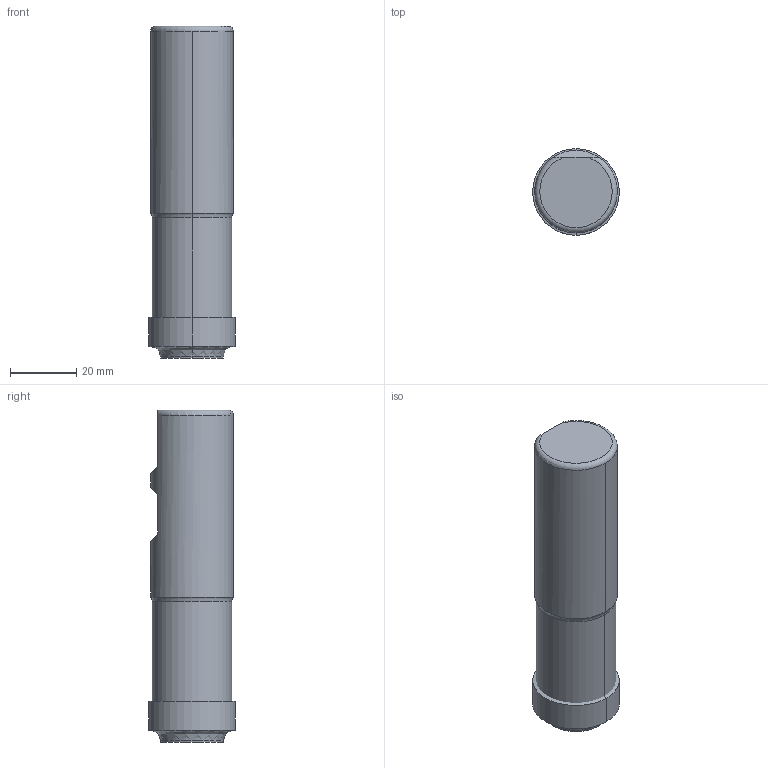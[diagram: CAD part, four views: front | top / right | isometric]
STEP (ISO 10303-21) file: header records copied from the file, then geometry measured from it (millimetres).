
FILE_DESCRIPTION((''),'2;1');
FILE_NAME('15R1V025040W5R00','2015-11-07T',('tewess'),(''),'PRO/ENGINEER BY PARAMETRIC TECHNOLOGY CORPORATION, 2011490','PRO/ENGINEER BY PARAMETRIC TECHNOLOGY CORPORATION, 2011490','');
FILE_SCHEMA(('AUTOMOTIVE_DESIGN { 1 2 10303 214 0 1 1 1 }'));
Length unit declared in the file: millimetre
Products named in the file (3): NOCUT; CUT; 15R1V025040W5R00
Assembly tree (2 placements, depth 2):
  15R1V025040W5R00
    NOCUT
    CUT
Bounding box: 26.26 x 26.26 x 100.54 mm (x, y, z)
Volume: 51585.9 mm3; surface area: 10412.4 mm2
Topology: 2 solids, 2 shells, 44 faces, 95 edges, 55 vertices
Faces by surface type: revolution 14, plane 8, cone 8, cylinder 7, torus 7
Entity records: 2594 total; most frequent: CARTESIAN_POINT 1155, DIRECTION 208, ORIENTED_EDGE 190, PRESENTATION_STYLE_ASSIGNMENT 102, STYLED_ITEM 102, CURVE_STYLE 100, EDGE_CURVE 95, AXIS2_PLACEMENT_3D 85
